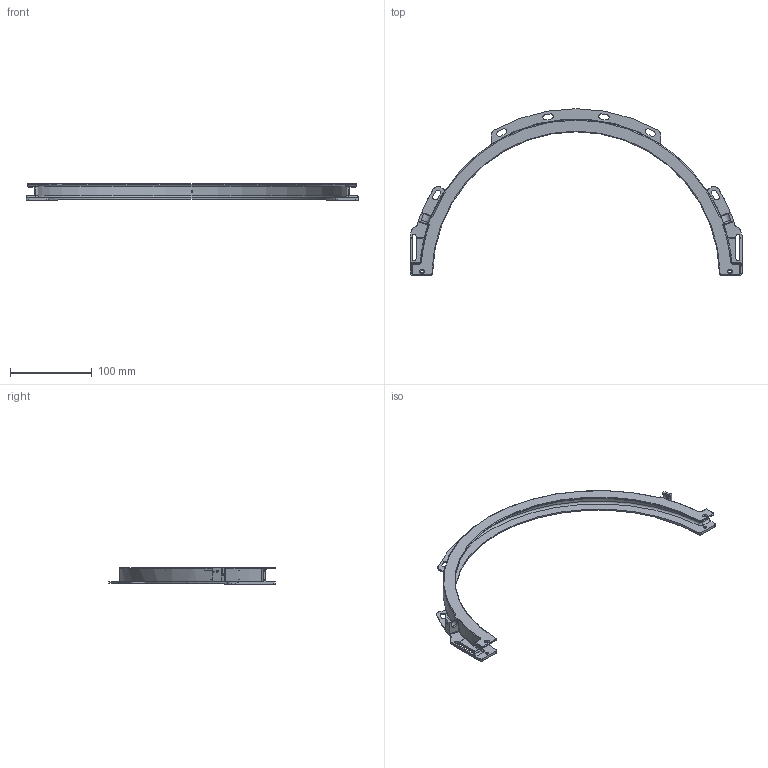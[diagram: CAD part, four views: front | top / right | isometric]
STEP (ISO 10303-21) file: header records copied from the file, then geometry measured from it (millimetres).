
FILE_DESCRIPTION (( 'STEP AP214' ), '1' );
FILE_NAME ('D1001679-v6_ALIGO TCS UPPER MONOLITHIC RING HEATER SHIELD.STEP', '2011-10-06T20:32:11', ( 'ligo' ), ( 'Microsoft' ), 'SwSTEP 2.0', 'SolidWorks 2010', '' );
FILE_SCHEMA (( 'AUTOMOTIVE_DESIGN' ));
Length unit declared in the file: inch
Products named in the file (1): D1001679-v6_ALIGO TCS UPPER MONOLITHIC RING HEATER SHIELD
Bounding box: 405.01 x 203.2 x 20.73 mm (x, y, z)
Volume: 59639.2 mm3; surface area: 66980.8 mm2
Topology: 1 solids, 1 shells, 241 faces, 664 edges, 420 vertices
Faces by surface type: cylinder 115, plane 85, torus 28, cone 8, sphere 5
Entity records: 8320 total; most frequent: CARTESIAN_POINT 1746, DIRECTION 1349, ORIENTED_EDGE 1320, EDGE_CURVE 660, AXIS2_PLACEMENT_3D 500, VERTEX_POINT 418, VECTOR 349, LINE 349
